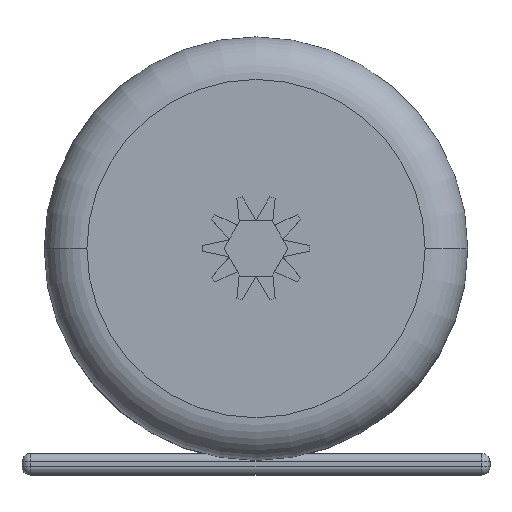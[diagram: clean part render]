
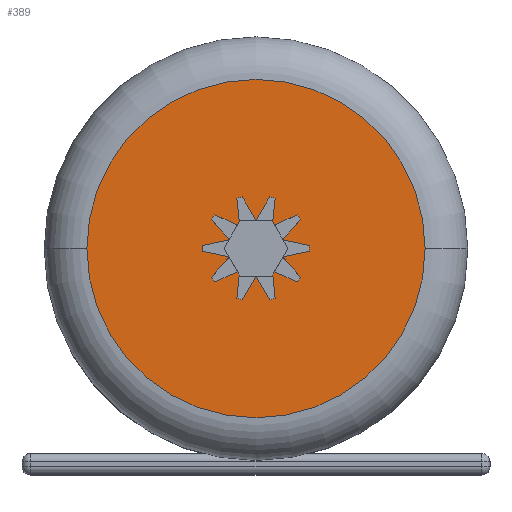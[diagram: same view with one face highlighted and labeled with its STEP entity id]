
A CAD part, top view. The second image highlights one B-rep face of the part: STEP entity #389.
In plain terms, the highlighted planar face has unit normal (0, 0, 1).
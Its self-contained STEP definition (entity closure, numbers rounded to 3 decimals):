
#9 = CARTESIAN_POINT ( 'NONE',  ( 0., 0., 178.656 ) ) ;
#75 = DIRECTION ( 'NONE',  ( 0., 0., 1. ) ) ;
#83 = AXIS2_PLACEMENT_3D ( 'NONE', #1162, #2529, #2058 ) ;
#118 = DIRECTION ( 'NONE',  ( 1., 0., 0. ) ) ;
#171 = EDGE_CURVE ( 'NONE', #1045, #2065, #747, .T. ) ;
#176 = ORIENTED_EDGE ( 'NONE', *, *, #171, .F. ) ;
#344 = DIRECTION ( 'NONE',  ( 1., 0., 0. ) ) ;
#389 = ADVANCED_FACE ( 'NONE', ( #2156, #2615 ), #1445, .T. ) ;
#522 = DIRECTION ( 'NONE',  ( 1., 0., 0. ) ) ;
#561 = VERTEX_POINT ( 'NONE', #2244 ) ;
#653 = CIRCLE ( 'NONE', #1746, 118.971 ) ;
#683 = ORIENTED_EDGE ( 'NONE', *, *, #2479, .T. ) ;
#747 = CIRCLE ( 'NONE', #83, 15. ) ;
#748 = CIRCLE ( 'NONE', #888, 15. ) ;
#888 = AXIS2_PLACEMENT_3D ( 'NONE', #1495, #2852, #118 ) ;
#1014 = DIRECTION ( 'NONE',  ( 0., 0., 1. ) ) ;
#1045 = VERTEX_POINT ( 'NONE', #1875 ) ;
#1085 = VERTEX_POINT ( 'NONE', #2070 ) ;
#1155 = CARTESIAN_POINT ( 'NONE',  ( -15., 0., 178.656 ) ) ;
#1162 = CARTESIAN_POINT ( 'NONE',  ( 0., 0., 178.656 ) ) ;
#1195 = DIRECTION ( 'NONE',  ( 0., 0., 1. ) ) ;
#1325 = EDGE_CURVE ( 'NONE', #2065, #1045, #748, .T. ) ;
#1395 = EDGE_LOOP ( 'NONE', ( #1805, #176 ) ) ;
#1422 = CIRCLE ( 'NONE', #1800, 118.971 ) ;
#1445 = PLANE ( 'NONE',  #1743 ) ;
#1495 = CARTESIAN_POINT ( 'NONE',  ( 0., 0., 178.656 ) ) ;
#1743 = AXIS2_PLACEMENT_3D ( 'NONE', #1914, #1014, #344 ) ;
#1746 = AXIS2_PLACEMENT_3D ( 'NONE', #1929, #1195, #2843 ) ;
#1800 = AXIS2_PLACEMENT_3D ( 'NONE', #9, #75, #522 ) ;
#1805 = ORIENTED_EDGE ( 'NONE', *, *, #1325, .F. ) ;
#1875 = CARTESIAN_POINT ( 'NONE',  ( 15., 0., 178.656 ) ) ;
#1914 = CARTESIAN_POINT ( 'NONE',  ( 0., 0., 178.656 ) ) ;
#1929 = CARTESIAN_POINT ( 'NONE',  ( 0., 0., 178.656 ) ) ;
#2058 = DIRECTION ( 'NONE',  ( 1., 0., 0. ) ) ;
#2065 = VERTEX_POINT ( 'NONE', #1155 ) ;
#2070 = CARTESIAN_POINT ( 'NONE',  ( 118.971, 0., 178.656 ) ) ;
#2156 = FACE_OUTER_BOUND ( 'NONE', #2257, .T. ) ;
#2244 = CARTESIAN_POINT ( 'NONE',  ( -118.971, 0., 178.656 ) ) ;
#2257 = EDGE_LOOP ( 'NONE', ( #683, #2350 ) ) ;
#2350 = ORIENTED_EDGE ( 'NONE', *, *, #2725, .T. ) ;
#2479 = EDGE_CURVE ( 'NONE', #1085, #561, #653, .T. ) ;
#2529 = DIRECTION ( 'NONE',  ( 0., 0., 1. ) ) ;
#2615 = FACE_BOUND ( 'NONE', #1395, .T. ) ;
#2725 = EDGE_CURVE ( 'NONE', #561, #1085, #1422, .T. ) ;
#2843 = DIRECTION ( 'NONE',  ( 1., 0., 0. ) ) ;
#2852 = DIRECTION ( 'NONE',  ( 0., 0., 1. ) ) ;
